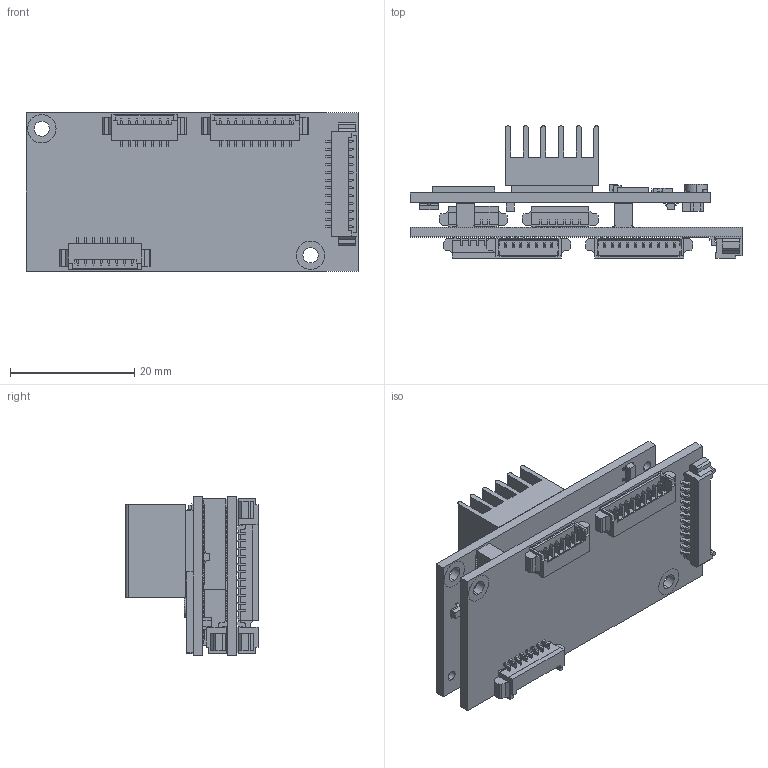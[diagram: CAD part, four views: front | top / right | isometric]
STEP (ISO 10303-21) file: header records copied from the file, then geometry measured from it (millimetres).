
FILE_DESCRIPTION (( 'STEP AP214' ), '1' );
FILE_NAME ('2431.STEP', '2020-09-22T21:48:21', ( '' ), ( '' ), 'SwSTEP 2.0', 'SolidWorks 2012', '' );
FILE_SCHEMA (( 'AUTOMOTIVE_DESIGN' ));
Length unit declared in the file: inch
Products named in the file (23): Heatsink_CPU_15x15x9.6; HDR-1.25mm_PicoBlade_SM_RA_12 pin; 2960; SOT-23-5; LED_0603; IC_3x3; IC_5x5; SOT-23; Cap_ceramic_0805; Choke ELL4; IC_9x12.5; IC_13x13; IC_10x13; DF40; HDR-1.25mm_PicoBlade_SM_RA_8 pin; HDR-1.25mm_PicoBlade_SM_RA_10 pin; HDR-1.25mm_PicoBlade_SM_RA_7 pin; HDR-1.25mm_PicoBlade_SM_RA_6 pin; HDR-1.25mm_PicoBlade_SM_RA_5 pin; DF40F-60_4mm; 2431
Assembly tree (35 placements, depth 3):
  2431
    2431
    DF40F-60_4mm  x2
    HDR-1.25mm_PicoBlade_SM_RA_5 pin
    HDR-1.25mm_PicoBlade_SM_RA_6 pin
    HDR-1.25mm_PicoBlade_SM_RA_7 pin
    HDR-1.25mm_PicoBlade_SM_RA_10 pin
    HDR-1.25mm_PicoBlade_SM_RA_8 pin
    2960
      2960
      DF40  x2
      IC_10x13
      IC_13x13
      IC_9x12.5
      Choke ELL4  x3
      Cap_ceramic_0805  x6
      SOT-23
      IC_5x5
      IC_3x3
      LED_0603  x4
      SOT-23-5  x2
    HDR-1.25mm_PicoBlade_SM_RA_12 pin
    Heatsink_CPU_15x15x9.6
Bounding box: 53.34 x 21.25 x 25.4 mm (x, y, z)
Volume: 6737.7 mm3; surface area: 11751.9 mm2
Topology: 102 solids, 102 shells, 6612 faces, 17728 edges, 11716 vertices
Faces by surface type: plane 5569, cylinder 1015, cone 28
Entity records: 168287 total; most frequent: CARTESIAN_POINT 21925, ORIENTED_EDGE 21484, DIRECTION 20026, EDGE_CURVE 10742, VECTOR 9552, LINE 9552, VERTEX_POINT 7072, AXIS2_PLACEMENT_3D 5237
